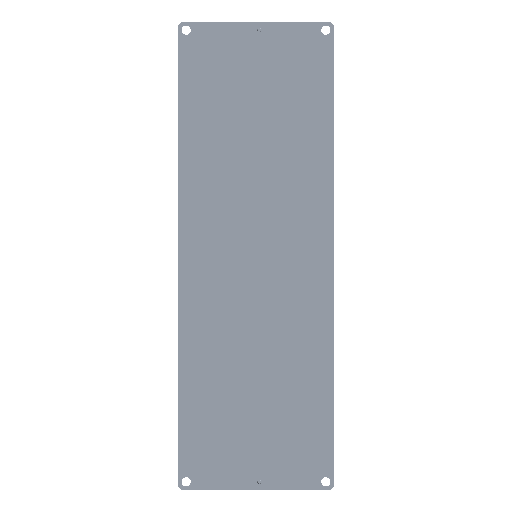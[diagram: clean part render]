
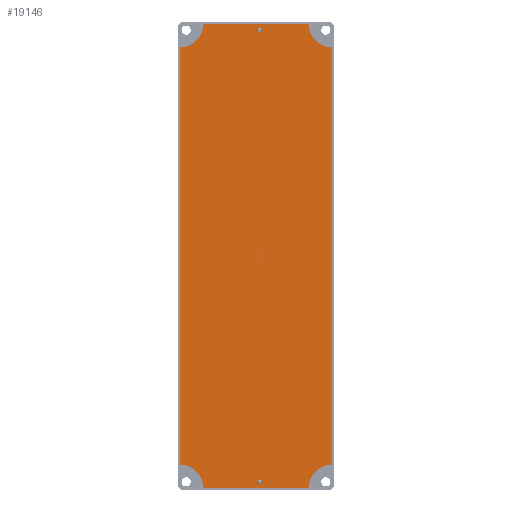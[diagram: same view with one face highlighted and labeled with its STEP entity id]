
A CAD part, left-side view. The second image highlights one B-rep face of the part: STEP entity #19146.
In plain terms, the highlighted planar face has unit normal (-1, 0, 0).
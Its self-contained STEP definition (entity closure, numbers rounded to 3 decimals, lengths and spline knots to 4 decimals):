
#1175 = CIRCLE ( 'NONE', #96508, 0.025 ) ;
#1650 = AXIS2_PLACEMENT_3D ( 'NONE', #58172, #4245, #98987 ) ;
#2310 = CARTESIAN_POINT ( 'NONE',  ( -1.075, -0.538, -4.9 ) ) ;
#2715 = ORIENTED_EDGE ( 'NONE', *, *, #59352, .F. ) ;
#4104 = EDGE_CURVE ( 'NONE', #42030, #157364, #14897, .T. ) ;
#4245 = DIRECTION ( 'NONE',  ( -1., 0., 0. ) ) ;
#4309 = CARTESIAN_POINT ( 'NONE',  ( -1.075, -0.563, -4.9 ) ) ;
#4723 = DIRECTION ( 'NONE',  ( 0., 0., 1. ) ) ;
#5107 = VERTEX_POINT ( 'NONE', #56999 ) ;
#5957 = CARTESIAN_POINT ( 'NONE',  ( -1.075, -0.58, -1.57 ) ) ;
#6293 = VERTEX_POINT ( 'NONE', #70317 ) ;
#8477 = DIRECTION ( 'NONE',  ( 0., -1., 0. ) ) ;
#8688 = ORIENTED_EDGE ( 'NONE', *, *, #98519, .F. ) ;
#10205 = EDGE_CURVE ( 'NONE', #53532, #162912, #155885, .T. ) ;
#10511 = CIRCLE ( 'NONE', #1650, 0.01 ) ;
#10529 = VECTOR ( 'NONE', #86087, 39.3701 ) ;
#12961 = VERTEX_POINT ( 'NONE', #4309 ) ;
#14884 = ORIENTED_EDGE ( 'NONE', *, *, #4104, .F. ) ;
#14897 = CIRCLE ( 'NONE', #70155, 0.35 ) ;
#15037 = CARTESIAN_POINT ( 'NONE',  ( -1.075, -1.615, 1.855 ) ) ;
#15869 = CARTESIAN_POINT ( 'NONE',  ( -1.075, -0.538, 1.76 ) ) ;
#19146 = ADVANCED_FACE ( 'NONE', ( #82522, #144550, #46056, #148843 ), #63034, .T. ) ;
#20533 = ORIENTED_EDGE ( 'NONE', *, *, #114163, .T. ) ;
#21366 = EDGE_LOOP ( 'NONE', ( #2715, #20533, #14884, #172017, #92396, #28587, #107810, #162165 ) ) ;
#22020 = CIRCLE ( 'NONE', #159104, 0.025 ) ;
#24204 = LINE ( 'NONE', #141254, #165606 ) ;
#28587 = ORIENTED_EDGE ( 'NONE', *, *, #10205, .T. ) ;
#28637 = EDGE_CURVE ( 'NONE', #128392, #5107, #22020, .T. ) ;
#30141 = DIRECTION ( 'NONE',  ( -1., 0., 0. ) ) ;
#30666 = CARTESIAN_POINT ( 'NONE',  ( -1.075, -0.538, 1.76 ) ) ;
#31341 = DIRECTION ( 'NONE',  ( 0., -1., 0. ) ) ;
#32235 = CIRCLE ( 'NONE', #128383, 0.025 ) ;
#32810 = AXIS2_PLACEMENT_3D ( 'NONE', #43940, #30141, #31341 ) ;
#32924 = AXIS2_PLACEMENT_3D ( 'NONE', #158833, #76800, #8477 ) ;
#33110 = CIRCLE ( 'NONE', #53670, 0.35 ) ;
#39101 = CIRCLE ( 'NONE', #169202, 0.025 ) ;
#40440 = EDGE_CURVE ( 'NONE', #5107, #128392, #32235, .T. ) ;
#40601 = ORIENTED_EDGE ( 'NONE', *, *, #104325, .F. ) ;
#41150 = EDGE_CURVE ( 'NONE', #42030, #6293, #177717, .T. ) ;
#42030 = VERTEX_POINT ( 'NONE', #154621 ) ;
#43940 = CARTESIAN_POINT ( 'NONE',  ( -1.075, 0.635, 1.855 ) ) ;
#45785 = VERTEX_POINT ( 'NONE', #172576 ) ;
#46056 = FACE_BOUND ( 'NONE', #139421, .T. ) ;
#46670 = VERTEX_POINT ( 'NONE', #119518 ) ;
#51015 = EDGE_CURVE ( 'NONE', #53532, #6293, #33110, .T. ) ;
#51351 = CARTESIAN_POINT ( 'NONE',  ( -1.075, -1.265, -4.995 ) ) ;
#53494 = EDGE_CURVE ( 'NONE', #106816, #122309, #71264, .T. ) ;
#53532 = VERTEX_POINT ( 'NONE', #106914 ) ;
#53670 = AXIS2_PLACEMENT_3D ( 'NONE', #15037, #153374, #165311 ) ;
#56999 = CARTESIAN_POINT ( 'NONE',  ( -1.075, -0.563, 1.76 ) ) ;
#58172 = CARTESIAN_POINT ( 'NONE',  ( -1.075, -0.59, -1.57 ) ) ;
#59352 = EDGE_CURVE ( 'NONE', #45785, #148934, #127959, .T. ) ;
#60364 = DIRECTION ( 'NONE',  ( 0., -1., 0. ) ) ;
#63034 = PLANE ( 'NONE',  #32924 ) ;
#67650 = CARTESIAN_POINT ( 'NONE',  ( -1.075, -0.513, -4.9 ) ) ;
#70155 = AXIS2_PLACEMENT_3D ( 'NONE', #96297, #83030, #82425 ) ;
#70317 = CARTESIAN_POINT ( 'NONE',  ( -1.075, -1.615, 1.505 ) ) ;
#70842 = DIRECTION ( 'NONE',  ( 0., -1., 0. ) ) ;
#71264 = CIRCLE ( 'NONE', #164039, 0.01 ) ;
#71980 = EDGE_CURVE ( 'NONE', #46670, #148934, #126310, .T. ) ;
#74186 = CARTESIAN_POINT ( 'NONE',  ( -1.075, 0.635, -4.645 ) ) ;
#76282 = DIRECTION ( 'NONE',  ( -1., 0., 0. ) ) ;
#76667 = ORIENTED_EDGE ( 'NONE', *, *, #28637, .F. ) ;
#76800 = DIRECTION ( 'NONE',  ( -1., 0., 0. ) ) ;
#81604 = DIRECTION ( 'NONE',  ( 0., -1., 0. ) ) ;
#82419 = DIRECTION ( 'NONE',  ( 0., -1., 0. ) ) ;
#82425 = DIRECTION ( 'NONE',  ( 0., 1., 0. ) ) ;
#82522 = FACE_BOUND ( 'NONE', #118849, .T. ) ;
#83024 = DIRECTION ( 'NONE',  ( -1., 0., 0. ) ) ;
#83030 = DIRECTION ( 'NONE',  ( -1., 0., 0. ) ) ;
#86087 = DIRECTION ( 'NONE',  ( 0., 0., -1. ) ) ;
#91395 = DIRECTION ( 'NONE',  ( 0., -1., 0. ) ) ;
#92396 = ORIENTED_EDGE ( 'NONE', *, *, #51015, .F. ) ;
#93274 = EDGE_CURVE ( 'NONE', #122309, #106816, #10511, .T. ) ;
#96297 = CARTESIAN_POINT ( 'NONE',  ( -1.075, -1.615, -4.995 ) ) ;
#96508 = AXIS2_PLACEMENT_3D ( 'NONE', #2310, #113681, #167517 ) ;
#98519 = EDGE_CURVE ( 'NONE', #12961, #174326, #1175, .T. ) ;
#98987 = DIRECTION ( 'NONE',  ( 0., -1., 0. ) ) ;
#104325 = EDGE_CURVE ( 'NONE', #174326, #12961, #39101, .T. ) ;
#106320 = EDGE_LOOP ( 'NONE', ( #113171, #76667 ) ) ;
#106816 = VERTEX_POINT ( 'NONE', #5957 ) ;
#106914 = CARTESIAN_POINT ( 'NONE',  ( -1.075, -1.265, 1.855 ) ) ;
#107810 = ORIENTED_EDGE ( 'NONE', *, *, #124626, .F. ) ;
#112997 = CARTESIAN_POINT ( 'NONE',  ( -1.075, 0.635, 1.855 ) ) ;
#113171 = ORIENTED_EDGE ( 'NONE', *, *, #40440, .F. ) ;
#113681 = DIRECTION ( 'NONE',  ( -1., 0., 0. ) ) ;
#114163 = EDGE_CURVE ( 'NONE', #45785, #157364, #24204, .T. ) ;
#118692 = DIRECTION ( 'NONE',  ( 0., -1., 0. ) ) ;
#118782 = CARTESIAN_POINT ( 'NONE',  ( -1.075, -0.59, -1.57 ) ) ;
#118849 = EDGE_LOOP ( 'NONE', ( #169602, #165664 ) ) ;
#119351 = VECTOR ( 'NONE', #177273, 39.3701 ) ;
#119518 = CARTESIAN_POINT ( 'NONE',  ( -1.075, 0.635, 1.505 ) ) ;
#120677 = CARTESIAN_POINT ( 'NONE',  ( -1.075, -0.6, -1.57 ) ) ;
#122309 = VERTEX_POINT ( 'NONE', #120677 ) ;
#124626 = EDGE_CURVE ( 'NONE', #46670, #162912, #146741, .T. ) ;
#126310 = LINE ( 'NONE', #112997, #10529 ) ;
#127959 = CIRCLE ( 'NONE', #158778, 0.35 ) ;
#128383 = AXIS2_PLACEMENT_3D ( 'NONE', #15869, #83024, #82419 ) ;
#128392 = VERTEX_POINT ( 'NONE', #171339 ) ;
#130418 = CARTESIAN_POINT ( 'NONE',  ( -1.075, 0.285, 1.855 ) ) ;
#139421 = EDGE_LOOP ( 'NONE', ( #8688, #40601 ) ) ;
#141254 = CARTESIAN_POINT ( 'NONE',  ( -1.075, -1.615, -4.995 ) ) ;
#141288 = CARTESIAN_POINT ( 'NONE',  ( -1.075, -1.615, 1.855 ) ) ;
#144550 = FACE_BOUND ( 'NONE', #106320, .T. ) ;
#146741 = CIRCLE ( 'NONE', #32810, 0.35 ) ;
#148843 = FACE_OUTER_BOUND ( 'NONE', #21366, .T. ) ;
#148934 = VERTEX_POINT ( 'NONE', #74186 ) ;
#149871 = CARTESIAN_POINT ( 'NONE',  ( -1.075, -0.538, -4.9 ) ) ;
#149973 = VECTOR ( 'NONE', #4723, 39.3701 ) ;
#153374 = DIRECTION ( 'NONE',  ( -1., 0., 0. ) ) ;
#154621 = CARTESIAN_POINT ( 'NONE',  ( -1.075, -1.615, -4.645 ) ) ;
#155885 = LINE ( 'NONE', #162967, #119351 ) ;
#157364 = VERTEX_POINT ( 'NONE', #51351 ) ;
#158778 = AXIS2_PLACEMENT_3D ( 'NONE', #159470, #76282, #118692 ) ;
#158833 = CARTESIAN_POINT ( 'NONE',  ( -1.075, -0.49, -1.57 ) ) ;
#158970 = DIRECTION ( 'NONE',  ( -1., 0., 0. ) ) ;
#159104 = AXIS2_PLACEMENT_3D ( 'NONE', #30666, #167787, #70842 ) ;
#159470 = CARTESIAN_POINT ( 'NONE',  ( -1.075, 0.635, -4.995 ) ) ;
#162165 = ORIENTED_EDGE ( 'NONE', *, *, #71980, .T. ) ;
#162912 = VERTEX_POINT ( 'NONE', #130418 ) ;
#162967 = CARTESIAN_POINT ( 'NONE',  ( -1.075, -1.615, 1.855 ) ) ;
#164039 = AXIS2_PLACEMENT_3D ( 'NONE', #118782, #158970, #91395 ) ;
#164764 = DIRECTION ( 'NONE',  ( -1., 0., 0. ) ) ;
#165311 = DIRECTION ( 'NONE',  ( 0., -1., 0. ) ) ;
#165606 = VECTOR ( 'NONE', #60364, 39.3701 ) ;
#165664 = ORIENTED_EDGE ( 'NONE', *, *, #53494, .F. ) ;
#167517 = DIRECTION ( 'NONE',  ( 0., -1., 0. ) ) ;
#167787 = DIRECTION ( 'NONE',  ( -1., 0., 0. ) ) ;
#169202 = AXIS2_PLACEMENT_3D ( 'NONE', #149871, #164764, #81604 ) ;
#169602 = ORIENTED_EDGE ( 'NONE', *, *, #93274, .F. ) ;
#171339 = CARTESIAN_POINT ( 'NONE',  ( -1.075, -0.513, 1.76 ) ) ;
#172017 = ORIENTED_EDGE ( 'NONE', *, *, #41150, .T. ) ;
#172576 = CARTESIAN_POINT ( 'NONE',  ( -1.075, 0.285, -4.995 ) ) ;
#174326 = VERTEX_POINT ( 'NONE', #67650 ) ;
#177273 = DIRECTION ( 'NONE',  ( 0., 1., 0. ) ) ;
#177717 = LINE ( 'NONE', #141288, #149973 ) ;
